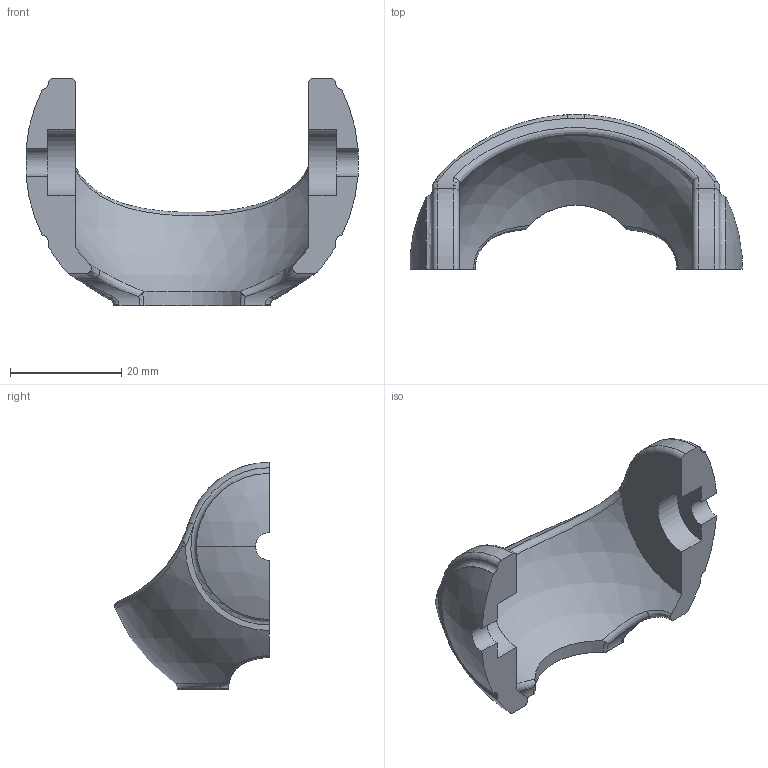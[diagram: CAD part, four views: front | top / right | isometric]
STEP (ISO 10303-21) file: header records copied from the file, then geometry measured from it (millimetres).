
FILE_DESCRIPTION (( 'STEP AP214' ), '1' );
FILE_NAME ('M4_3_A.STEP', '2019-04-01T22:08:04', ( 'MariaConsuegra' ), ( '' ), 'SwSTEP 2.0', 'SolidWorks 2015', '' );
FILE_SCHEMA (( 'AUTOMOTIVE_DESIGN' ));
Length unit declared in the file: millimetre
Products named in the file (1): M4_3_A
Bounding box: 59.79 x 27.9 x 41 mm (x, y, z)
Volume: 9608 mm3; surface area: 5331.6 mm2
Topology: 1 solids, 1 shells, 63 faces, 169 edges, 108 vertices
Faces by surface type: bspline 18, cylinder 15, plane 11, torus 11, sphere 8
Entity records: 3094 total; most frequent: CARTESIAN_POINT 1587, ORIENTED_EDGE 338, DIRECTION 290, EDGE_CURVE 169, AXIS2_PLACEMENT_3D 129, VERTEX_POINT 108, CIRCLE 83, EDGE_LOOP 63
